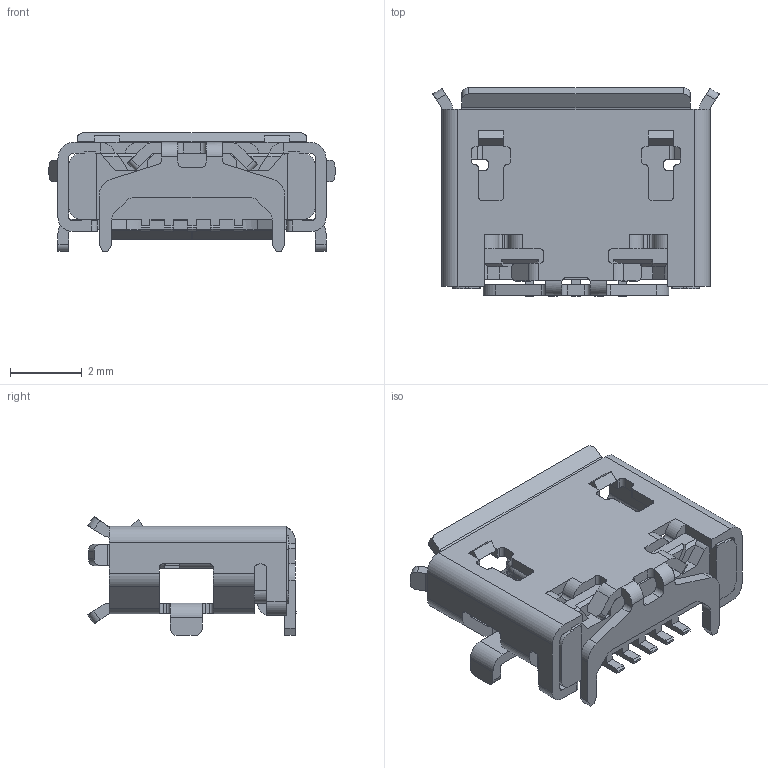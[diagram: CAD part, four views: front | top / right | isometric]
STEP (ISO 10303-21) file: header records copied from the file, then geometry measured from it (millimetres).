
FILE_DESCRIPTION(('CoCreate Modeling STEP Export'),'2;1');
FILE_NAME('41-010101010-161 全插式有翻边带铁片.stp','2017-09-30T16:13:45',(''),(''),'CoCreate Modeling STEP processor for AP214 (Solid Model)','CoCreate Modeling 16.00 13-May-2008 (C) Parametric Technology GmbH','');
FILE_SCHEMA(('AUTOMOTIVE_DESIGN { 1 0 10303 214 1 1 1 1 }'));
Length unit declared in the file: millimetre
Products named in the file (140): plate_02-1_0813.1.1.1.2.1.1.1.1.1.1.1; 2DIP2MSTMOLDING; housing; 2DIP2MSTMOLDING.1; 2DIP2MST640_ASM; USB-1009-05S.stp; 010101010-03X_前插后贴.stp.1; 000.stp.2.1; 010101010-03X_前插后贴.stp.1.1; 000.stp.2; 000.stp.1; 000.stp; 010101010-03X_前插后贴.stp.1.1.1.1; 全插式-带铁片新结构.stp; 全插式3D; p1; 010101010-03X_前插后贴.stp.1.1.1; 2DIP2SMTPITCH715CONTACT.2.1; 3.stp; 1.stp; 05; ASM0001_ASM; 1_6_X2_4FEE653953CD5411_X0_1_2-; ASSY_ASM_205; _X2_53CD5411_X0_1_2-_X2_5E2694C; 05-0561157_B__STP; 05_1; 5_18_X2_4FEE653953CD5411_X0_1_2; _X2_53CD54116C89677F_X0_1_2_STP; _X2_53CD54116C89677F_X0_1_2_X2_; 05-0561157_B_-2_ASM; 05-0561457-BH（A）.stp; 12.stp; 010101010-004.1; 010101010-004.1.1; MICRO_2_1_ASM; 010101010-362沉板2.1带半边铁片.stp; 改后-沉板1.6带铁片.1; .stp.1; 沉板1.3带铁片010101010-049_沉板1.
3_四脚插板_无翻边.stp ...
Assembly tree (139 placements, depth 16):
  1带铁片新结构全插式
    0.stp
      1带铁片新结构全插式
        沉板1.3带铁片010101010-049_沉板1.
3_四脚插板_无翻边.stp
  .stp.1
            1.stp
          改后-沉板1.6带铁片.1
            010101010-362沉板2.1带半边铁片.stp
              MICRO_2_1_ASM
            010101010-004.1.1
              05
            010101010-004.1
              05-0561457-BH（A）.stp
                05-0561157_B_-2_ASM
                  12.stp
                  _X2_53CD54116C89677F_X0_1_2_X2_
              05
          1.stp
        全插式3D
          全插式-带铁片新结构.stp
            3.stp
              2DIP2SMTPITCH715CONTACT.2.1
            010101010-03X_前插后贴.stp.1.1.1.1
              000.stp
                000.stp.1
                  010101010-03X_前插后贴.stp.1
                010101010-03X_前插后贴.stp.1
                  USB-1009-05S.stp
              000.stp.2
                010101010-03X_前插后贴.stp.1.1
                  000.stp.2.1
                  USB-1009-05S.stp
                010101010-03X_前插后贴.stp.1
                  USB-1009-05S.stp
              USB-1009-05S.stp
                2DIP2MST640_ASM
                  2DIP2MSTMOLDING.1
                  2DIP2MSTMOLDING
            010101010-03X_前插后贴.stp.1.1.1
              000.stp
                000.stp.1
                  010101010-03X_前插后贴.stp.1
                010101010-03X_前插后贴.stp.1
                  USB-1009-05S.stp
              000.stp.2
                010101010-03X_前插后贴.stp.1.1
                  000.stp.2.1
                  USB-1009-05S.stp
                010101010-03X_前插后贴.stp.1
                  USB-1009-05S.stp
              USB-1009-05S.stp
                2DIP2MST640_ASM
                  2DIP2MSTMOLDING.1
                  2DIP2MSTMOLDING
            p1
    全插式3D
      全插式-带铁片新结构.stp
        010101010-03X_前插后贴.stp.1.1.1.1
          000.stp
            000.stp.1
Bounding box: 8 x 5.82 x 3.33 mm (x, y, z)
Volume: 0.7 mm3; surface area: 300.9 mm2
Topology: 1 solids, 15 shells, 1086 faces, 3115 edges, 1985 vertices
Faces by surface type: plane 697, cylinder 371, torus 8, cone 6, bspline 4
Entity records: 37940 total; most frequent: CARTESIAN_POINT 6827, ORIENTED_EDGE 6288, DIRECTION 5811, EDGE_CURVE 3113, VECTOR 2127, LINE 2127, VERTEX_POINT 1985, AXIS2_PLACEMENT_3D 1842
